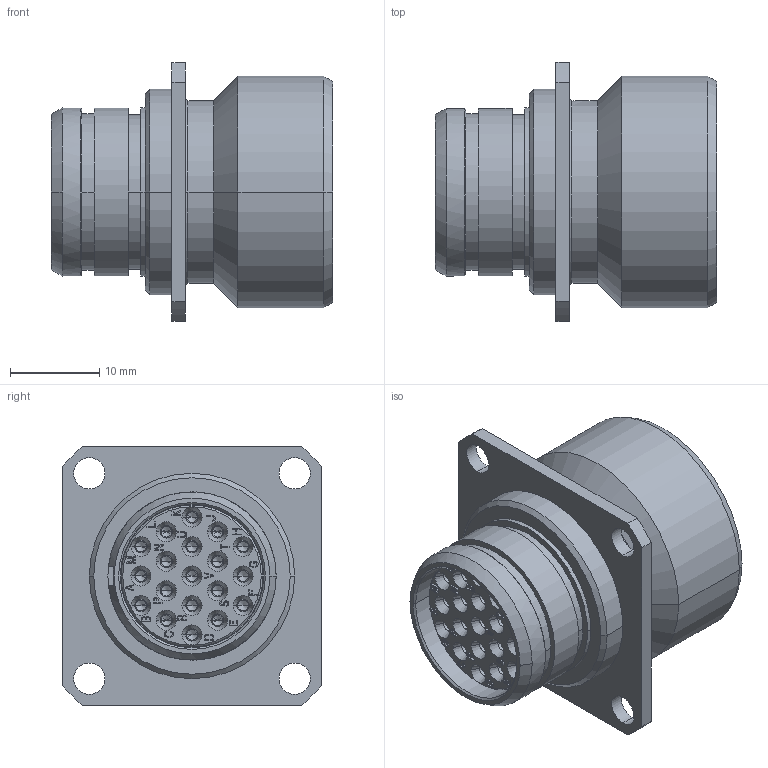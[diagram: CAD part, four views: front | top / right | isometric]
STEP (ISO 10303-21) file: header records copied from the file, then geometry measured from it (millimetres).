
FILE_DESCRIPTION((''),'2;1');
FILE_NAME('1332ER319FZ','2024-07-30T14:29:36',('paultorloting'),('NET AG system integration'),'CREO PARAMETRIC BY PTC INC, 2021404','CREO PARAMETRIC BY PTC INC, 2021404','');
FILE_SCHEMA(('AUTOMOTIVE_DESIGN { 1 0 10303 214 1 1 1 1 }'));
Products named in the file (1): 1332ER319FZ
Bounding box: 31.5 x 29 x 29 mm (x, y, z)
Volume: 7398.4 mm3; surface area: 10365.9 mm2
Topology: 1 solids, 1 shells, 1762 faces, 4531 edges, 2890 vertices
Faces by surface type: plane 947, cylinder 463, torus 207, cone 139, bspline 6
Entity records: 70523 total; most frequent: CARTESIAN_POINT 14705, DIRECTION 9299, ORIENTED_EDGE 8986, EDGE_CURVE 4493, AXIS2_PLACEMENT_3D 3340, VERTEX_POINT 2890, VECTOR 2616, LINE 2616
